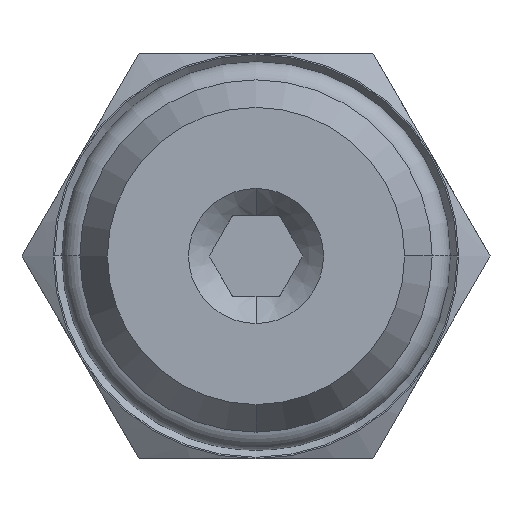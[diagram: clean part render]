
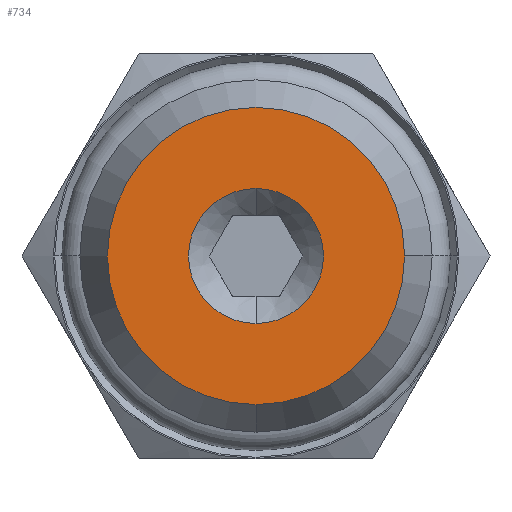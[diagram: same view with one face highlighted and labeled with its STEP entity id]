
A CAD part, front view. The second image highlights one B-rep face of the part: STEP entity #734.
In plain terms, the highlighted planar face has unit normal (0, -1, 0).
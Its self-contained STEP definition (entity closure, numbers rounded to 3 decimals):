
#19=FACE_BOUND('',#220,.F.);
#29=PLANE('',#1589);
#130=FACE_OUTER_BOUND('',#221,.F.);
#220=EDGE_LOOP('',(#415,#416,#417));
#221=EDGE_LOOP('',(#418,#419,#420));
#415=ORIENTED_EDGE('',*,*,#1129,.T.);
#416=ORIENTED_EDGE('',*,*,#1128,.T.);
#417=ORIENTED_EDGE('',*,*,#1127,.T.);
#418=ORIENTED_EDGE('',*,*,#1118,.F.);
#419=ORIENTED_EDGE('',*,*,#1116,.F.);
#420=ORIENTED_EDGE('',*,*,#1117,.F.);
#734=ADVANCED_FACE('',(#19,#130),#29,.T.);
#1013=CIRCLE('',#1477,5.5);
#1014=CIRCLE('',#1478,5.5);
#1015=CIRCLE('',#1479,5.5);
#1016=CIRCLE('',#1480,2.5);
#1017=CIRCLE('',#1481,2.5);
#1018=CIRCLE('',#1482,2.5);
#1116=EDGE_CURVE('',#1415,#1414,#1013,.T.);
#1117=EDGE_CURVE('',#1413,#1415,#1014,.T.);
#1118=EDGE_CURVE('',#1414,#1413,#1015,.T.);
#1127=EDGE_CURVE('',#1404,#1403,#1016,.T.);
#1128=EDGE_CURVE('',#1402,#1404,#1017,.T.);
#1129=EDGE_CURVE('',#1403,#1402,#1018,.T.);
#1402=VERTEX_POINT('',#2219);
#1403=VERTEX_POINT('',#2220);
#1404=VERTEX_POINT('',#2221);
#1413=VERTEX_POINT('',#2230);
#1414=VERTEX_POINT('',#2231);
#1415=VERTEX_POINT('',#2232);
#1477=AXIS2_PLACEMENT_3D('',#2265,#1692,#1693);
#1478=AXIS2_PLACEMENT_3D('',#2266,#1694,#1695);
#1479=AXIS2_PLACEMENT_3D('',#2267,#1696,#1697);
#1480=AXIS2_PLACEMENT_3D('',#2316,#1698,#1699);
#1481=AXIS2_PLACEMENT_3D('',#2317,#1700,#1701);
#1482=AXIS2_PLACEMENT_3D('',#2318,#1702,#1703);
#1589=AXIS2_PLACEMENT_3D('',#2617,#1988,#1989);
#1692=DIRECTION('',(0.,-1.,0.));
#1693=DIRECTION('',(1.,0.,0.));
#1694=DIRECTION('',(0.,-1.,0.));
#1695=DIRECTION('',(0.,0.,-1.));
#1696=DIRECTION('',(0.,-1.,0.));
#1697=DIRECTION('',(0.,0.,1.));
#1698=DIRECTION('',(0.,-1.,0.));
#1699=DIRECTION('',(0.,0.,-1.));
#1700=DIRECTION('',(0.,-1.,0.));
#1701=DIRECTION('',(0.,0.,1.));
#1702=DIRECTION('',(0.,-1.,0.));
#1703=DIRECTION('',(1.,0.,0.));
#1988=DIRECTION('',(0.,-1.,0.));
#1989=DIRECTION('',(0.,0.,-1.));
#2219=CARTESIAN_POINT('',(0.,0.,2.5));
#2220=CARTESIAN_POINT('',(2.5,0.,0.));
#2221=CARTESIAN_POINT('',(0.,0.,-2.5));
#2230=CARTESIAN_POINT('',(0.,0.,-5.5));
#2231=CARTESIAN_POINT('',(0.,0.,5.5));
#2232=CARTESIAN_POINT('',(5.5,0.,0.));
#2265=CARTESIAN_POINT('',(0.,0.,0.));
#2266=CARTESIAN_POINT('',(0.,0.,0.));
#2267=CARTESIAN_POINT('',(0.,0.,0.));
#2316=CARTESIAN_POINT('',(0.,0.,0.));
#2317=CARTESIAN_POINT('',(0.,0.,0.));
#2318=CARTESIAN_POINT('',(0.,0.,0.));
#2617=CARTESIAN_POINT('',(-6.01,0.,6.05));
